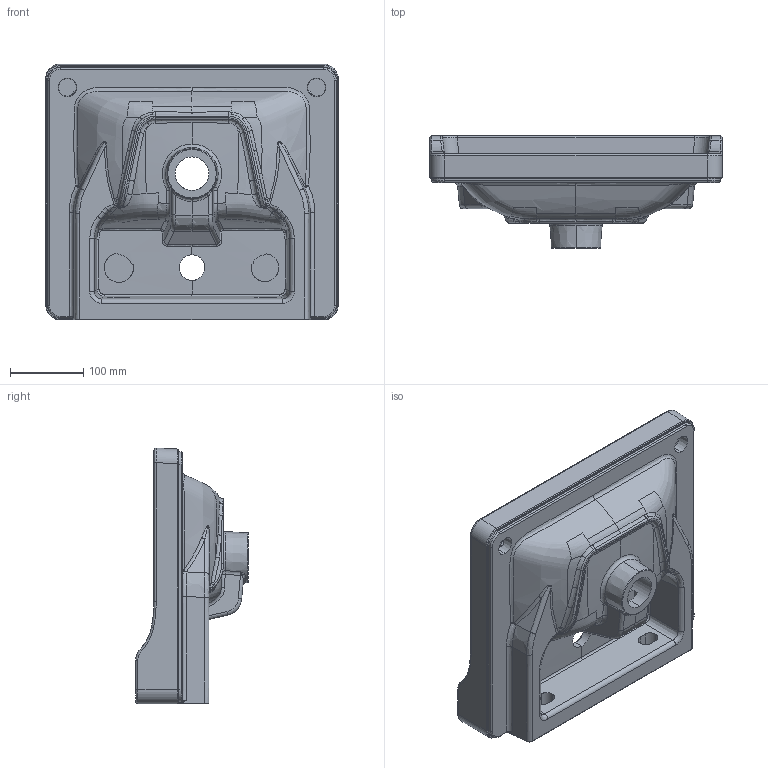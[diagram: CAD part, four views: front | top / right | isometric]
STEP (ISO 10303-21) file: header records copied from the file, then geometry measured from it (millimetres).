
FILE_DESCRIPTION (( 'STEP AP214' ), '1' );
FILE_NAME ('SOB40_STEP_V10321.STEP', '2021-03-30T14:37:12', ( '' ), ( '' ), 'SwSTEP 2.0', 'SolidWorks 2019', '' );
FILE_SCHEMA (( 'AUTOMOTIVE_DESIGN' ));
Products named in the file (1): SOB40_STEP_V10321
Bounding box: 400 x 154 x 349.99 mm (x, y, z)
Volume: 4375810.8 mm3; surface area: 500152.2 mm2
Topology: 1 solids, 1 shells, 424 faces, 1073 edges, 648 vertices
Faces by surface type: bspline 249, cylinder 86, plane 42, torus 29, cone 12, sphere 6
Entity records: 52169 total; most frequent: CARTESIAN_POINT 43966, ORIENTED_EDGE 2138, DIRECTION 1132, EDGE_CURVE 1069, VERTEX_POINT 648, B_SPLINE_CURVE_WITH_KNOTS 519, AXIS2_PLACEMENT_3D 475, EDGE_LOOP 435
